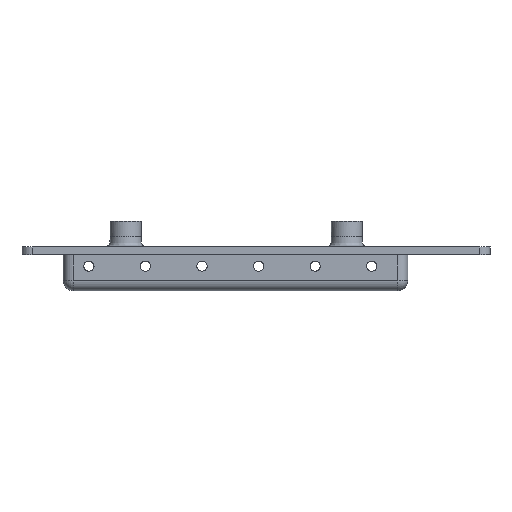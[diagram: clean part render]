
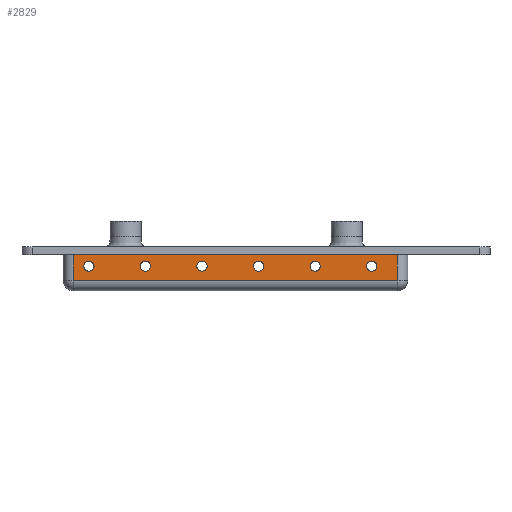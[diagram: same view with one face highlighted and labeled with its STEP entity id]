
A CAD part, front view. The second image highlights one B-rep face of the part: STEP entity #2829.
In plain terms, the highlighted planar face has unit normal (0, -1, 0).
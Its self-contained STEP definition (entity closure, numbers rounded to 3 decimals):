
#47 = DIRECTION ( 'NONE',  ( 0., 0., 1. ) ) ;
#63 = ORIENTED_EDGE ( 'NONE', *, *, #3928, .T. ) ;
#69 = AXIS2_PLACEMENT_3D ( 'NONE', #2228, #1479, #429 ) ;
#76 = CARTESIAN_POINT ( 'NONE',  ( 108.45, 66.438, 0. ) ) ;
#107 = CARTESIAN_POINT ( 'NONE',  ( 145.45, 66.438, -2.223 ) ) ;
#138 = FACE_BOUND ( 'NONE', #2311, .T. ) ;
#189 = DIRECTION ( 'NONE',  ( 0., 0., 1. ) ) ;
#197 = CIRCLE ( 'NONE', #3102, 1. ) ;
#206 = CIRCLE ( 'NONE', #708, 1. ) ;
#212 = CARTESIAN_POINT ( 'NONE',  ( 122.45, 66.438, -2.223 ) ) ;
#288 = AXIS2_PLACEMENT_3D ( 'NONE', #2389, #4464, #189 ) ;
#295 = CARTESIAN_POINT ( 'NONE',  ( 166.45, 66.438, -2.223 ) ) ;
#319 = VECTOR ( 'NONE', #3060, 1000. ) ;
#389 = ORIENTED_EDGE ( 'NONE', *, *, #2957, .T. ) ;
#401 = ORIENTED_EDGE ( 'NONE', *, *, #2773, .T. ) ;
#429 = DIRECTION ( 'NONE',  ( 0., 0., 1. ) ) ;
#526 = DIRECTION ( 'NONE',  ( 0., 1., 0. ) ) ;
#538 = VECTOR ( 'NONE', #4531, 1000. ) ;
#585 = CARTESIAN_POINT ( 'NONE',  ( 171.45, 66.438, -7. ) ) ;
#669 = CARTESIAN_POINT ( 'NONE',  ( 121.45, 66.438, -2.223 ) ) ;
#683 = VERTEX_POINT ( 'NONE', #1686 ) ;
#708 = AXIS2_PLACEMENT_3D ( 'NONE', #2641, #2627, #2655 ) ;
#763 = DIRECTION ( 'NONE',  ( 0., 1., 0. ) ) ;
#771 = CARTESIAN_POINT ( 'NONE',  ( 154.45, 66.438, -2.223 ) ) ;
#791 = EDGE_LOOP ( 'NONE', ( #1365, #3582 ) ) ;
#802 = ORIENTED_EDGE ( 'NONE', *, *, #2277, .T. ) ;
#813 = CARTESIAN_POINT ( 'NONE',  ( 173.45, 66.438, 0. ) ) ;
#824 = CIRCLE ( 'NONE', #69, 1. ) ;
#825 = CARTESIAN_POINT ( 'NONE',  ( 144.45, 66.438, -2.223 ) ) ;
#855 = ORIENTED_EDGE ( 'NONE', *, *, #2400, .T. ) ;
#894 = EDGE_CURVE ( 'NONE', #683, #2927, #4287, .T. ) ;
#895 = DIRECTION ( 'NONE',  ( 0., 0., 1. ) ) ;
#901 = DIRECTION ( 'NONE',  ( 0., 1., 0. ) ) ;
#961 = PLANE ( 'NONE',  #1491 ) ;
#964 = DIRECTION ( 'NONE',  ( 0., 1., 0. ) ) ;
#1022 = CARTESIAN_POINT ( 'NONE',  ( 156.45, 66.438, -2.223 ) ) ;
#1031 = EDGE_LOOP ( 'NONE', ( #3799, #4376 ) ) ;
#1037 = DIRECTION ( 'NONE',  ( 0., 0., 1. ) ) ;
#1052 = CARTESIAN_POINT ( 'NONE',  ( 134.45, 66.438, -2.223 ) ) ;
#1126 = CARTESIAN_POINT ( 'NONE',  ( 171.45, 66.438, 0. ) ) ;
#1188 = AXIS2_PLACEMENT_3D ( 'NONE', #212, #964, #895 ) ;
#1227 = AXIS2_PLACEMENT_3D ( 'NONE', #825, #1549, #1507 ) ;
#1237 = CARTESIAN_POINT ( 'NONE',  ( 112.45, 66.438, -2.223 ) ) ;
#1293 = AXIS2_PLACEMENT_3D ( 'NONE', #2543, #1830, #2883 ) ;
#1337 = DIRECTION ( 'NONE',  ( 0., 1., 0. ) ) ;
#1365 = ORIENTED_EDGE ( 'NONE', *, *, #3375, .T. ) ;
#1400 = EDGE_CURVE ( 'NONE', #2581, #4663, #206, .T. ) ;
#1403 = EDGE_LOOP ( 'NONE', ( #63, #802 ) ) ;
#1474 = ORIENTED_EDGE ( 'NONE', *, *, #2332, .T. ) ;
#1479 = DIRECTION ( 'NONE',  ( 0., 1., 0. ) ) ;
#1491 = AXIS2_PLACEMENT_3D ( 'NONE', #1618, #4256, #2101 ) ;
#1507 = DIRECTION ( 'NONE',  ( 0., 0., 1. ) ) ;
#1522 = DIRECTION ( 'NONE',  ( 0., 1., 0. ) ) ;
#1533 = CARTESIAN_POINT ( 'NONE',  ( 132.45, 66.438, -2.223 ) ) ;
#1547 = CARTESIAN_POINT ( 'NONE',  ( 108.45, 66.438, -7. ) ) ;
#1549 = DIRECTION ( 'NONE',  ( 0., 1., 0. ) ) ;
#1598 = FACE_BOUND ( 'NONE', #791, .T. ) ;
#1618 = CARTESIAN_POINT ( 'NONE',  ( 173.45, 66.438, -7. ) ) ;
#1686 = CARTESIAN_POINT ( 'NONE',  ( 143.45, 66.438, -2.223 ) ) ;
#1720 = VECTOR ( 'NONE', #1954, 1000. ) ;
#1827 = FACE_BOUND ( 'NONE', #2590, .T. ) ;
#1830 = DIRECTION ( 'NONE',  ( 0., 1., 0. ) ) ;
#1879 = CARTESIAN_POINT ( 'NONE',  ( 144.45, 66.438, -2.223 ) ) ;
#1954 = DIRECTION ( 'NONE',  ( 0., 0., -1. ) ) ;
#1981 = ORIENTED_EDGE ( 'NONE', *, *, #1400, .T. ) ;
#2014 = DIRECTION ( 'NONE',  ( 0., 0., 1. ) ) ;
#2018 = VERTEX_POINT ( 'NONE', #1237 ) ;
#2041 = CARTESIAN_POINT ( 'NONE',  ( 173.45, 66.438, -5. ) ) ;
#2099 = EDGE_CURVE ( 'NONE', #2673, #3916, #3443, .T. ) ;
#2101 = DIRECTION ( 'NONE',  ( 0., 0., 1. ) ) ;
#2136 = ORIENTED_EDGE ( 'NONE', *, *, #3776, .T. ) ;
#2161 = EDGE_CURVE ( 'NONE', #4031, #2314, #824, .T. ) ;
#2228 = CARTESIAN_POINT ( 'NONE',  ( 133.45, 66.438, -2.223 ) ) ;
#2277 = EDGE_CURVE ( 'NONE', #2018, #2638, #197, .T. ) ;
#2311 = EDGE_LOOP ( 'NONE', ( #4141, #1981 ) ) ;
#2314 = VERTEX_POINT ( 'NONE', #1533 ) ;
#2332 = EDGE_CURVE ( 'NONE', #2984, #4532, #3109, .T. ) ;
#2350 = CARTESIAN_POINT ( 'NONE',  ( 165.45, 66.438, -2.223 ) ) ;
#2370 = CARTESIAN_POINT ( 'NONE',  ( 108.45, 66.438, -5. ) ) ;
#2389 = CARTESIAN_POINT ( 'NONE',  ( 155.45, 66.438, -2.223 ) ) ;
#2400 = EDGE_CURVE ( 'NONE', #3909, #3413, #4460, .T. ) ;
#2543 = CARTESIAN_POINT ( 'NONE',  ( 155.45, 66.438, -2.223 ) ) ;
#2567 = EDGE_CURVE ( 'NONE', #4663, #2581, #4567, .T. ) ;
#2581 = VERTEX_POINT ( 'NONE', #4585 ) ;
#2590 = EDGE_LOOP ( 'NONE', ( #3852, #855 ) ) ;
#2603 = DIRECTION ( 'NONE',  ( 0., 0., 1. ) ) ;
#2618 = ORIENTED_EDGE ( 'NONE', *, *, #2099, .T. ) ;
#2627 = DIRECTION ( 'NONE',  ( 0., 1., 0. ) ) ;
#2638 = VERTEX_POINT ( 'NONE', #3476 ) ;
#2641 = CARTESIAN_POINT ( 'NONE',  ( 166.45, 66.438, -2.223 ) ) ;
#2655 = DIRECTION ( 'NONE',  ( 0., 0., 1. ) ) ;
#2673 = VERTEX_POINT ( 'NONE', #669 ) ;
#2696 = ORIENTED_EDGE ( 'NONE', *, *, #3630, .T. ) ;
#2739 = VERTEX_POINT ( 'NONE', #1126 ) ;
#2751 = CIRCLE ( 'NONE', #1293, 1. ) ;
#2772 = FACE_OUTER_BOUND ( 'NONE', #3139, .T. ) ;
#2773 = EDGE_CURVE ( 'NONE', #4532, #2935, #3933, .T. ) ;
#2789 = LINE ( 'NONE', #585, #319 ) ;
#2829 = ADVANCED_FACE ( 'NONE', ( #4222, #3607, #1598, #4038, #1827, #138, #2772 ), #961, .F. ) ;
#2883 = DIRECTION ( 'NONE',  ( 0., 0., 1. ) ) ;
#2901 = EDGE_CURVE ( 'NONE', #2927, #683, #3244, .T. ) ;
#2927 = VERTEX_POINT ( 'NONE', #107 ) ;
#2935 = VERTEX_POINT ( 'NONE', #3981 ) ;
#2957 = EDGE_CURVE ( 'NONE', #2739, #2984, #3189, .T. ) ;
#2973 = EDGE_LOOP ( 'NONE', ( #2618, #2136 ) ) ;
#2984 = VERTEX_POINT ( 'NONE', #76 ) ;
#3060 = DIRECTION ( 'NONE',  ( 0., 0., 1. ) ) ;
#3102 = AXIS2_PLACEMENT_3D ( 'NONE', #4429, #526, #2603 ) ;
#3109 = LINE ( 'NONE', #1547, #1720 ) ;
#3123 = DIRECTION ( 'NONE',  ( 0., 1., 0. ) ) ;
#3139 = EDGE_LOOP ( 'NONE', ( #401, #2696, #389, #1474 ) ) ;
#3152 = CIRCLE ( 'NONE', #4184, 1. ) ;
#3170 = CARTESIAN_POINT ( 'NONE',  ( 111.45, 66.438, -2.223 ) ) ;
#3189 = LINE ( 'NONE', #813, #3350 ) ;
#3222 = AXIS2_PLACEMENT_3D ( 'NONE', #1879, #763, #47 ) ;
#3244 = CIRCLE ( 'NONE', #1227, 1. ) ;
#3350 = VECTOR ( 'NONE', #3624, 1000. ) ;
#3375 = EDGE_CURVE ( 'NONE', #2314, #4031, #3977, .T. ) ;
#3413 = VERTEX_POINT ( 'NONE', #771 ) ;
#3443 = CIRCLE ( 'NONE', #1188, 1. ) ;
#3451 = CIRCLE ( 'NONE', #3932, 1. ) ;
#3463 = CARTESIAN_POINT ( 'NONE',  ( 123.45, 66.438, -2.223 ) ) ;
#3476 = CARTESIAN_POINT ( 'NONE',  ( 110.45, 66.438, -2.223 ) ) ;
#3582 = ORIENTED_EDGE ( 'NONE', *, *, #2161, .T. ) ;
#3594 = DIRECTION ( 'NONE',  ( 0., 0., 1. ) ) ;
#3607 = FACE_BOUND ( 'NONE', #2973, .T. ) ;
#3624 = DIRECTION ( 'NONE',  ( -1., 0., 0. ) ) ;
#3630 = EDGE_CURVE ( 'NONE', #2935, #2739, #2789, .T. ) ;
#3776 = EDGE_CURVE ( 'NONE', #3916, #2673, #3451, .T. ) ;
#3799 = ORIENTED_EDGE ( 'NONE', *, *, #894, .T. ) ;
#3852 = ORIENTED_EDGE ( 'NONE', *, *, #4047, .T. ) ;
#3873 = AXIS2_PLACEMENT_3D ( 'NONE', #295, #1337, #4201 ) ;
#3909 = VERTEX_POINT ( 'NONE', #1022 ) ;
#3916 = VERTEX_POINT ( 'NONE', #3463 ) ;
#3928 = EDGE_CURVE ( 'NONE', #2638, #2018, #3152, .T. ) ;
#3932 = AXIS2_PLACEMENT_3D ( 'NONE', #4136, #901, #2014 ) ;
#3933 = LINE ( 'NONE', #2041, #538 ) ;
#3977 = CIRCLE ( 'NONE', #4369, 1. ) ;
#3981 = CARTESIAN_POINT ( 'NONE',  ( 171.45, 66.438, -5. ) ) ;
#4008 = CARTESIAN_POINT ( 'NONE',  ( 133.45, 66.438, -2.223 ) ) ;
#4031 = VERTEX_POINT ( 'NONE', #1052 ) ;
#4038 = FACE_BOUND ( 'NONE', #1031, .T. ) ;
#4047 = EDGE_CURVE ( 'NONE', #3413, #3909, #2751, .T. ) ;
#4136 = CARTESIAN_POINT ( 'NONE',  ( 122.45, 66.438, -2.223 ) ) ;
#4141 = ORIENTED_EDGE ( 'NONE', *, *, #2567, .T. ) ;
#4184 = AXIS2_PLACEMENT_3D ( 'NONE', #3170, #3123, #1037 ) ;
#4201 = DIRECTION ( 'NONE',  ( 0., 0., 1. ) ) ;
#4222 = FACE_BOUND ( 'NONE', #1403, .T. ) ;
#4256 = DIRECTION ( 'NONE',  ( 0., 1., 0. ) ) ;
#4287 = CIRCLE ( 'NONE', #3222, 1. ) ;
#4369 = AXIS2_PLACEMENT_3D ( 'NONE', #4008, #1522, #3594 ) ;
#4376 = ORIENTED_EDGE ( 'NONE', *, *, #2901, .T. ) ;
#4429 = CARTESIAN_POINT ( 'NONE',  ( 111.45, 66.438, -2.223 ) ) ;
#4460 = CIRCLE ( 'NONE', #288, 1. ) ;
#4464 = DIRECTION ( 'NONE',  ( 0., 1., 0. ) ) ;
#4531 = DIRECTION ( 'NONE',  ( 1., 0., 0. ) ) ;
#4532 = VERTEX_POINT ( 'NONE', #2370 ) ;
#4567 = CIRCLE ( 'NONE', #3873, 1. ) ;
#4585 = CARTESIAN_POINT ( 'NONE',  ( 167.45, 66.438, -2.223 ) ) ;
#4663 = VERTEX_POINT ( 'NONE', #2350 ) ;
